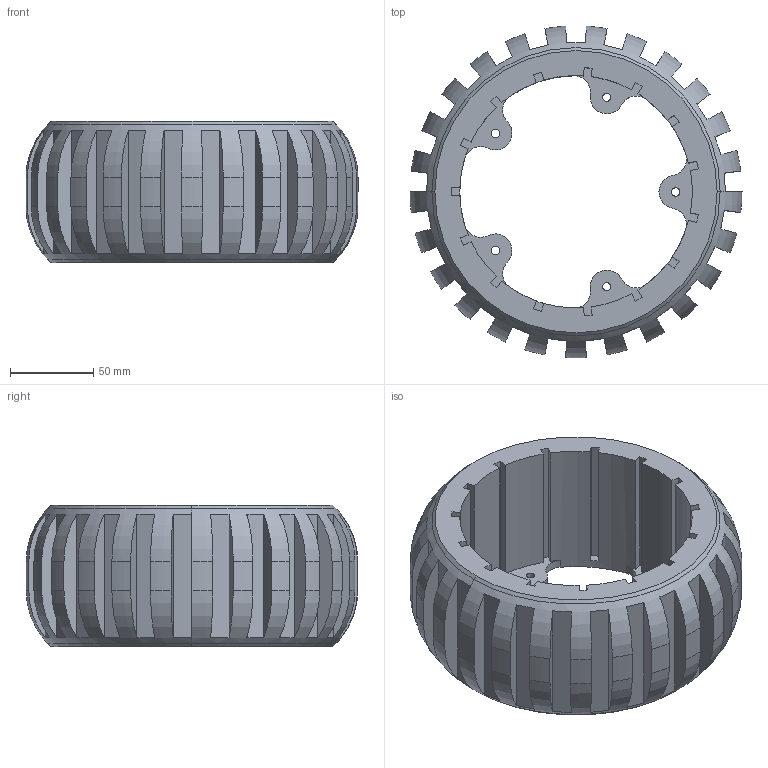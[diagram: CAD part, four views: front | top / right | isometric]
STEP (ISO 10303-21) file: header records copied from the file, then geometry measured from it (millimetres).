
FILE_DESCRIPTION (( 'STEP AP214' ), '1' );
FILE_NAME ('Wheel tyre 02.STEP', '2024-05-13T10:01:16', ( '' ), ( '' ), 'SwSTEP 2.0', 'SolidWorks 2020', '' );
FILE_SCHEMA (( 'AUTOMOTIVE_DESIGN' ));
Length unit declared in the file: millimetre
Products named in the file (1): Wheel tyre 02
Bounding box: 200 x 199.78 x 85 mm (x, y, z)
Volume: 986463.2 mm3; surface area: 150577.3 mm2
Topology: 1 solids, 1 shells, 206 faces, 604 edges, 400 vertices
Faces by surface type: plane 132, cylinder 66, torus 4, cone 4
Entity records: 7108 total; most frequent: CARTESIAN_POINT 1413, DIRECTION 1232, ORIENTED_EDGE 1208, EDGE_CURVE 604, AXIS2_PLACEMENT_3D 471, VERTEX_POINT 400, VECTOR 290, LINE 290
